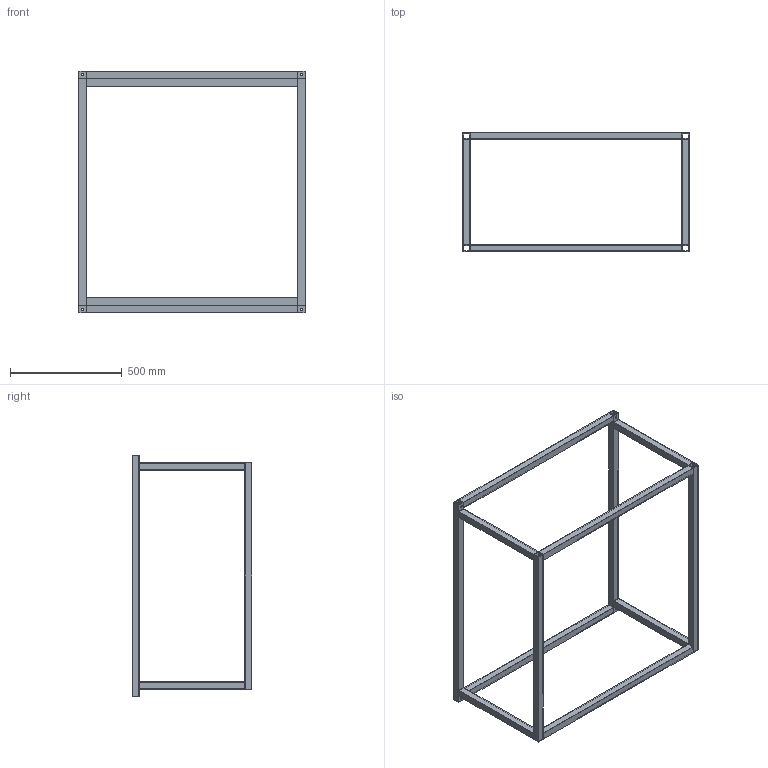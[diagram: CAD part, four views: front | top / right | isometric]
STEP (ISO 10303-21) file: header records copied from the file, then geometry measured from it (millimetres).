
FILE_DESCRIPTION(/* description */ ('Alibre Inc.'),/* implementation_level */ '2;1');
FILE_NAME(/* name */ 'export0',/* time_stamp */ '2012-03-24T09:30:29-06:00',/* author */ (''),/* organization */ (''),/* preprocessor_version */ 'ST-DEVELOPER v14',/* originating_system */ 'Alibre',/* authorisation */ '');
FILE_SCHEMA (('CONFIG_CONTROL_DESIGN'));
Length unit declared in the file: centimetre
Products named in the file (6): ID_1
Bounding box: 1009.65 x 533.4 x 1079.5 mm (x, y, z)
Volume: 3570058 mm3; surface area: 2258325.1 mm2
Topology: 12 solids, 12 shells, 128 faces, 312 edges, 208 vertices
Faces by surface type: plane 120, cylinder 8
Full cylindrical faces by diameter (mm): 9.525 x8
Entity records: 2034 total; most frequent: CARTESIAN_POINT 238, ORIENTED_EDGE 208, DIRECTION 196, EDGE_CURVE 104, VECTOR 96, LINE 96, VERTEX_POINT 72, AXIS2_PLACEMENT_3D 70
